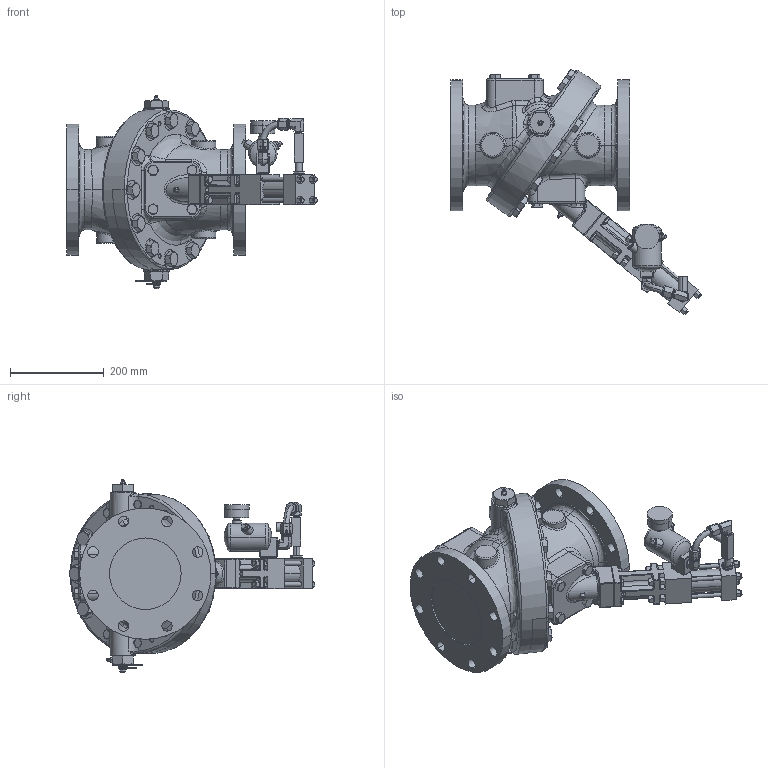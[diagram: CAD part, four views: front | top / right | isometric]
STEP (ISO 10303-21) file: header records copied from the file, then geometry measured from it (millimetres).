
FILE_DESCRIPTION((''),'2;1');
FILE_NAME('9806B_SW0001','2023-09-28T08:39:39',('jlesh'),(''),'CREO PARAMETRIC BY PTC INC, 2023072','CREO PARAMETRIC BY PTC INC, 2023072','');
FILE_SCHEMA(('AUTOMOTIVE_DESIGN { 1 0 10303 214 1 1 1 1 }'));
Products named in the file (1): 9806B_SW0001
Bounding box: 533.42 x 522.48 x 412.5 mm (x, y, z)
Volume: 18809965.8 mm3; surface area: 821318.1 mm2
Topology: 1 solids, 1 shells, 1777 faces, 4362 edges, 2691 vertices
Faces by surface type: plane 743, cylinder 437, cone 316, bspline 190, torus 66, sphere 25
Entity records: 75852 total; most frequent: CARTESIAN_POINT 31196, ORIENTED_EDGE 8712, DIRECTION 7561, EDGE_CURVE 4356, AXIS2_PLACEMENT_3D 2874, VERTEX_POINT 2691, EDGE_LOOP 1949, VECTOR 1813
